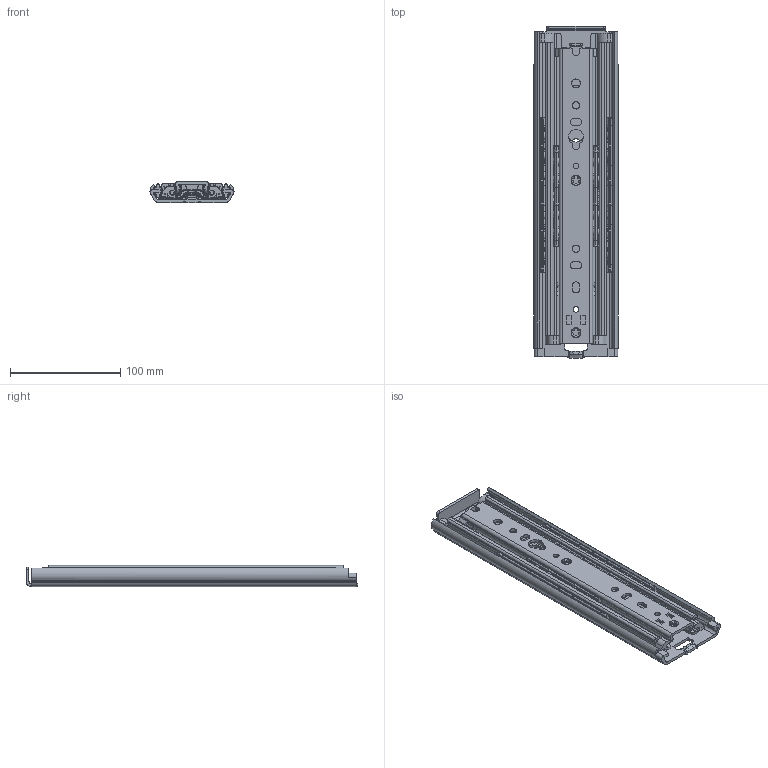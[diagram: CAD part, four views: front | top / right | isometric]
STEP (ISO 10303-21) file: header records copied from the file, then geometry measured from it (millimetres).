
FILE_DESCRIPTION(/* description */ ('Master (Parameters)'),/* implementation_level */ '2;1');
FILE_NAME(/* name */ '114-S01_02_in_nf.stp',/* time_stamp */ '2015-09-28T12:16:10+02:00',/* author */ ('r.schreurs'),/* organization */ (''),/* preprocessor_version */ 'ST-DEVELOPER v15.6',/* originating_system */ 'Autodesk Inventor 2015',/* authorisation */ '');
FILE_SCHEMA (('AUTOMOTIVE_DESIGN { 1 0 10303 214 3 1 1 }'));
Length unit declared in the file: millimetre
Products named in the file (24): E000012304; E000012310; E000012305; E000003168; E000003159; E000005414; E000008112; E000003161; E000003873; E000003163; E000008657; E000012306; E000012311; E000012307; E000003167; E000003160; E000003158; E000003835; E000003162; E000003880; E000012308; E000012312; E000012309; E000012303
Assembly tree (41 placements, depth 5):
  E000012303
    E000012304
    E000012305
      E000012310
    E000012306
      E000008657
        E000003168
        E000008112  x4
          E000003159
          E000005414
        E000003873  x4
          E000003161
          E000003159
        E000003163  x4
    E000012307
      E000012311
    E000012308
      E000003880
        E000003167
        E000003835  x4
          E000003160
          E000003158
        E000003162  x4
    E000012309
      E000012312
Bounding box: 76.19 x 301 x 19.1 mm (x, y, z)
Volume: 190873.9 mm3; surface area: 169046.5 mm2
Topology: 45 solids, 45 shells, 3750 faces, 10592 edges, 6852 vertices
Faces by surface type: cylinder 2031, plane 1401, torus 144, bspline 96, cone 58, sphere 20
Full cylindrical faces by diameter (mm): 5.2 x4, 6.6 x6, 8 x2, 8.1 x8, 9.2 x12, 15 x2
Entity records: 66324 total; most frequent: CARTESIAN_POINT 17159, ORIENTED_EDGE 10426, DIRECTION 10296, EDGE_CURVE 5213, AXIS2_PLACEMENT_3D 3769, VERTEX_POINT 3353, LINE 2758, VECTOR 2758
